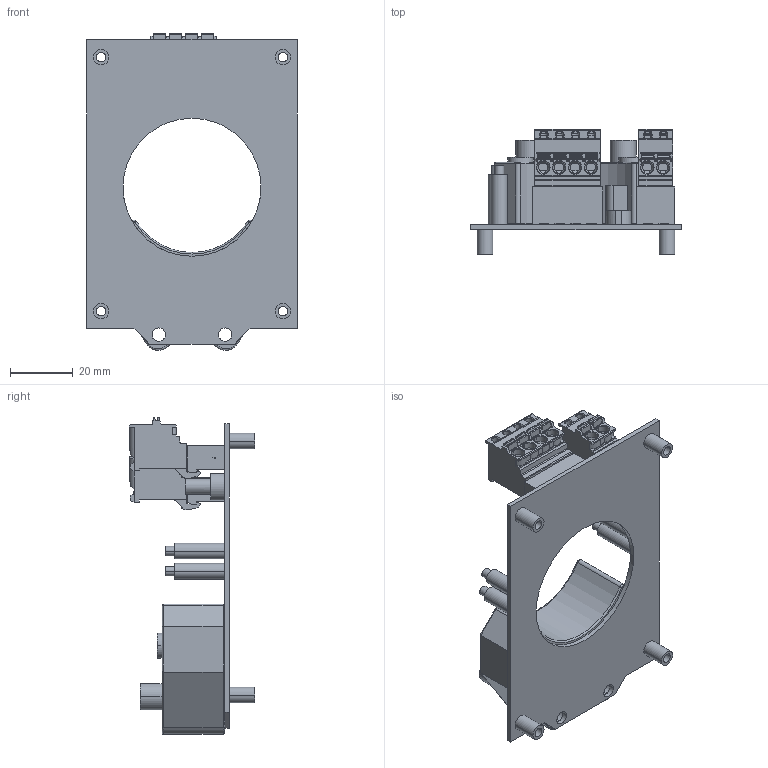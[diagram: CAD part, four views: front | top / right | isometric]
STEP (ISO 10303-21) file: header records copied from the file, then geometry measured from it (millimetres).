
FILE_DESCRIPTION((''),'2;1');
FILE_NAME('DM_CAD-0278A_SW0001','2014-10-06T',('Creinig-se'),(''),'PRO/ENGINEER BY PARAMETRIC TECHNOLOGY CORPORATION, 2013050','PRO/ENGINEER BY PARAMETRIC TECHNOLOGY CORPORATION, 2013050','');
FILE_SCHEMA(('CONFIG_CONTROL_DESIGN'));
Length unit declared in the file: millimetre
Products named in the file (1): DM_CAD-0278A_SW0001
Bounding box: 67 x 39.9 x 100.97 mm (x, y, z)
Volume: 50263.8 mm3; surface area: 23734.9 mm2
Topology: 1 solids, 1 shells, 994 faces, 2800 edges, 1950 vertices
Faces by surface type: plane 645, cylinder 281, cone 27, torus 22, sphere 15, bspline 4
Entity records: 39847 total; most frequent: CARTESIAN_POINT 6517, DIRECTION 5386, ORIENTED_EDGE 5358, EDGE_CURVE 2679, VECTOR 1960, LINE 1960, VERTEX_POINT 1738, AXIS2_PLACEMENT_3D 1713
